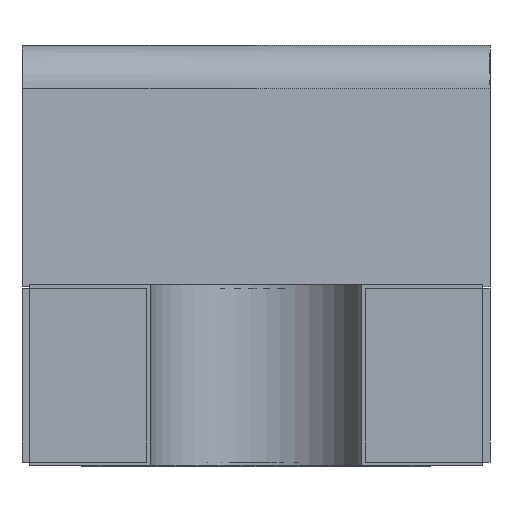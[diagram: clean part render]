
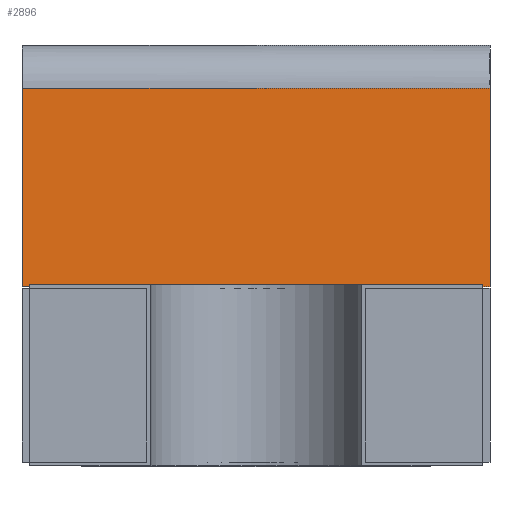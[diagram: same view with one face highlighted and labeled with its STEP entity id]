
A CAD part, front view. The second image highlights one B-rep face of the part: STEP entity #2896.
In plain terms, the highlighted planar face has unit normal (0, -0.999, 0.052).
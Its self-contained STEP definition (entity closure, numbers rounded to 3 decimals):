
#2793 = VERTEX_POINT('',#2794);
#2794 = CARTESIAN_POINT('',(0.394,-0.546,0.295));
#2802 = PLANE('',#2803);
#2803 = AXIS2_PLACEMENT_3D('',#2804,#2805,#2806);
#2804 = CARTESIAN_POINT('',(-0.402,-0.557,0.295));
#2805 = DIRECTION('',(0.,0.,-1.));
#2806 = DIRECTION('',(-1.,0.,-0.));
#2813 = PLANE('',#2814);
#2814 = AXIS2_PLACEMENT_3D('',#2815,#2816,#2817);
#2815 = CARTESIAN_POINT('',(0.394,-0.568,0.287));
#2816 = DIRECTION('',(1.,0.,0.));
#2817 = DIRECTION('',(-0.,0.,1.));
#2824 = EDGE_CURVE('',#2825,#2793,#2827,.T.);
#2825 = VERTEX_POINT('',#2826);
#2826 = CARTESIAN_POINT('',(-0.394,-0.546,0.295));
#2827 = SURFACE_CURVE('',#2828,(#2831,#2837),.PCURVE_S1.);
#2828 = B_SPLINE_CURVE_WITH_KNOTS('',1,(#2829,#2830),.UNSPECIFIED.,.F.,
  .F.,(2,2),(4.,5.),.PIECEWISE_BEZIER_KNOTS.);
#2829 = CARTESIAN_POINT('',(-0.394,-0.546,0.295));
#2830 = CARTESIAN_POINT('',(0.394,-0.546,0.295));
#2831 = PCURVE('',#2802,#2832);
#2832 = DEFINITIONAL_REPRESENTATION('',(#2833),#2836);
#2833 = B_SPLINE_CURVE_WITH_KNOTS('',1,(#2834,#2835),.UNSPECIFIED.,.F.,
  .F.,(2,2),(4.,5.),.PIECEWISE_BEZIER_KNOTS.);
#2834 = CARTESIAN_POINT('',(-0.008,0.011));
#2835 = CARTESIAN_POINT('',(-0.795,0.011));
#2836 = ( GEOMETRIC_REPRESENTATION_CONTEXT(2) 
PARAMETRIC_REPRESENTATION_CONTEXT() REPRESENTATION_CONTEXT('2D SPACE',''
  ) );
#2837 = PCURVE('',#2838,#2843);
#2838 = PLANE('',#2839);
#2839 = AXIS2_PLACEMENT_3D('',#2840,#2841,#2842);
#2840 = CARTESIAN_POINT('',(-0.409,-0.546,0.288));
#2841 = DIRECTION('',(0.,-0.999,
    0.052));
#2842 = DIRECTION('',(0.,-0.052,-0.999));
#2843 = DEFINITIONAL_REPRESENTATION('',(#2844),#2847);
#2844 = B_SPLINE_CURVE_WITH_KNOTS('',1,(#2845,#2846),.UNSPECIFIED.,.F.,
  .F.,(2,2),(4.,5.),.PIECEWISE_BEZIER_KNOTS.);
#2845 = CARTESIAN_POINT('',(-0.007,0.016));
#2846 = CARTESIAN_POINT('',(-0.007,0.803));
#2847 = ( GEOMETRIC_REPRESENTATION_CONTEXT(2) 
PARAMETRIC_REPRESENTATION_CONTEXT() REPRESENTATION_CONTEXT('2D SPACE',''
  ) );
#2863 = PLANE('',#2864);
#2864 = AXIS2_PLACEMENT_3D('',#2865,#2866,#2867);
#2865 = CARTESIAN_POINT('',(-0.394,0.568,0.287));
#2866 = DIRECTION('',(-1.,0.,0.));
#2867 = DIRECTION('',(0.,0.,-1.));
#2896 = ADVANCED_FACE('',(#2897),#2838,.T.);
#2897 = FACE_BOUND('',#2898,.T.);
#2898 = EDGE_LOOP('',(#2899,#2919,#2920,#2940));
#2899 = ORIENTED_EDGE('',*,*,#2900,.F.);
#2900 = EDGE_CURVE('',#2825,#2901,#2903,.T.);
#2901 = VERTEX_POINT('',#2902);
#2902 = CARTESIAN_POINT('',(-0.394,-0.528,0.629));
#2903 = SURFACE_CURVE('',#2904,(#2907,#2913),.PCURVE_S1.);
#2904 = B_SPLINE_CURVE_WITH_KNOTS('',1,(#2905,#2906),.UNSPECIFIED.,.F.,
  .F.,(2,2),(0.,1.),.PIECEWISE_BEZIER_KNOTS.);
#2905 = CARTESIAN_POINT('',(-0.394,-0.546,0.295));
#2906 = CARTESIAN_POINT('',(-0.394,-0.528,0.629));
#2907 = PCURVE('',#2838,#2908);
#2908 = DEFINITIONAL_REPRESENTATION('',(#2909),#2912);
#2909 = B_SPLINE_CURVE_WITH_KNOTS('',1,(#2910,#2911),.UNSPECIFIED.,.F.,
  .F.,(2,2),(0.,1.),.PIECEWISE_BEZIER_KNOTS.);
#2910 = CARTESIAN_POINT('',(-0.007,0.016));
#2911 = CARTESIAN_POINT('',(-0.341,0.016));
#2912 = ( GEOMETRIC_REPRESENTATION_CONTEXT(2) 
PARAMETRIC_REPRESENTATION_CONTEXT() REPRESENTATION_CONTEXT('2D SPACE',''
  ) );
#2913 = PCURVE('',#2863,#2914);
#2914 = DEFINITIONAL_REPRESENTATION('',(#2915),#2918);
#2915 = B_SPLINE_CURVE_WITH_KNOTS('',1,(#2916,#2917),.UNSPECIFIED.,.F.,
  .F.,(2,2),(0.,1.),.PIECEWISE_BEZIER_KNOTS.);
#2916 = CARTESIAN_POINT('',(-0.008,1.114));
#2917 = CARTESIAN_POINT('',(-0.342,1.096));
#2918 = ( GEOMETRIC_REPRESENTATION_CONTEXT(2) 
PARAMETRIC_REPRESENTATION_CONTEXT() REPRESENTATION_CONTEXT('2D SPACE',''
  ) );
#2919 = ORIENTED_EDGE('',*,*,#2824,.T.);
#2920 = ORIENTED_EDGE('',*,*,#2921,.T.);
#2921 = EDGE_CURVE('',#2793,#2922,#2924,.T.);
#2922 = VERTEX_POINT('',#2923);
#2923 = CARTESIAN_POINT('',(0.394,-0.528,0.629));
#2924 = SURFACE_CURVE('',#2925,(#2928,#2934),.PCURVE_S1.);
#2925 = B_SPLINE_CURVE_WITH_KNOTS('',1,(#2926,#2927),.UNSPECIFIED.,.F.,
  .F.,(2,2),(0.,1.),.PIECEWISE_BEZIER_KNOTS.);
#2926 = CARTESIAN_POINT('',(0.394,-0.546,0.295));
#2927 = CARTESIAN_POINT('',(0.394,-0.528,0.629));
#2928 = PCURVE('',#2838,#2929);
#2929 = DEFINITIONAL_REPRESENTATION('',(#2930),#2933);
#2930 = B_SPLINE_CURVE_WITH_KNOTS('',1,(#2931,#2932),.UNSPECIFIED.,.F.,
  .F.,(2,2),(0.,1.),.PIECEWISE_BEZIER_KNOTS.);
#2931 = CARTESIAN_POINT('',(-0.007,0.803));
#2932 = CARTESIAN_POINT('',(-0.341,0.803));
#2933 = ( GEOMETRIC_REPRESENTATION_CONTEXT(2) 
PARAMETRIC_REPRESENTATION_CONTEXT() REPRESENTATION_CONTEXT('2D SPACE',''
  ) );
#2934 = PCURVE('',#2813,#2935);
#2935 = DEFINITIONAL_REPRESENTATION('',(#2936),#2939);
#2936 = B_SPLINE_CURVE_WITH_KNOTS('',1,(#2937,#2938),.UNSPECIFIED.,.F.,
  .F.,(2,2),(0.,1.),.PIECEWISE_BEZIER_KNOTS.);
#2937 = CARTESIAN_POINT('',(0.008,-0.022));
#2938 = CARTESIAN_POINT('',(0.342,-0.039));
#2939 = ( GEOMETRIC_REPRESENTATION_CONTEXT(2) 
PARAMETRIC_REPRESENTATION_CONTEXT() REPRESENTATION_CONTEXT('2D SPACE',''
  ) );
#2940 = ORIENTED_EDGE('',*,*,#2941,.F.);
#2941 = EDGE_CURVE('',#2901,#2922,#2942,.T.);
#2942 = SURFACE_CURVE('',#2943,(#2946,#2952),.PCURVE_S1.);
#2943 = B_SPLINE_CURVE_WITH_KNOTS('',1,(#2944,#2945),.UNSPECIFIED.,.F.,
  .F.,(2,2),(0.,1.),.PIECEWISE_BEZIER_KNOTS.);
#2944 = CARTESIAN_POINT('',(-0.394,-0.528,0.629));
#2945 = CARTESIAN_POINT('',(0.394,-0.528,0.629));
#2946 = PCURVE('',#2838,#2947);
#2947 = DEFINITIONAL_REPRESENTATION('',(#2948),#2951);
#2948 = B_SPLINE_CURVE_WITH_KNOTS('',1,(#2949,#2950),.UNSPECIFIED.,.F.,
  .F.,(2,2),(0.,1.),.PIECEWISE_BEZIER_KNOTS.);
#2949 = CARTESIAN_POINT('',(-0.341,0.016));
#2950 = CARTESIAN_POINT('',(-0.341,0.803));
#2951 = ( GEOMETRIC_REPRESENTATION_CONTEXT(2) 
PARAMETRIC_REPRESENTATION_CONTEXT() REPRESENTATION_CONTEXT('2D SPACE',''
  ) );
#2952 = PCURVE('',#2953,#2964);
#2953 = ( BOUNDED_SURFACE() B_SPLINE_SURFACE(2,1,(
    (#2954,#2955)
    ,(#2956,#2957)
    ,(#2958,#2959)
    ,(#2960,#2961)
    ,(#2962,#2963
)),.UNSPECIFIED.,.F.,.F.,.F.) B_SPLINE_SURFACE_WITH_KNOTS((3,2,3),(2,2),
  (-0.038,0.759,1.557),(0.,1.),
.UNSPECIFIED.) GEOMETRIC_REPRESENTATION_ITEM() RATIONAL_B_SPLINE_SURFACE
((
    (1.,1.)
    ,(0.922,0.922)
    ,(1.,1.)
    ,(0.922,0.922)
,(1.,1.))) REPRESENTATION_ITEM('') SURFACE() );
#2954 = CARTESIAN_POINT('',(-0.409,-0.449,0.701));
#2955 = CARTESIAN_POINT('',(0.409,-0.449,0.701));
#2956 = CARTESIAN_POINT('',(-0.409,-0.482,0.702));
#2957 = CARTESIAN_POINT('',(0.409,-0.482,0.702));
#2958 = CARTESIAN_POINT('',(-0.409,-0.505,0.68));
#2959 = CARTESIAN_POINT('',(0.409,-0.505,0.68));
#2960 = CARTESIAN_POINT('',(-0.409,-0.528,0.658));
#2961 = CARTESIAN_POINT('',(0.409,-0.528,0.658));
#2962 = CARTESIAN_POINT('',(-0.409,-0.529,0.626));
#2963 = CARTESIAN_POINT('',(0.409,-0.529,0.626));
#2964 = DEFINITIONAL_REPRESENTATION('',(#2965),#2991);
#2965 = B_SPLINE_CURVE_WITH_KNOTS('',3,(#2966,#2967,#2968,#2969,#2970,
    #2971,#2972,#2973,#2974,#2975,#2976,#2977,#2978,#2979,#2980,#2981,
    #2982,#2983,#2984,#2985,#2986,#2987,#2988,#2989,#2990),
  .UNSPECIFIED.,.F.,.F.,(4,1,1,1,1,1,1,1,1,1,1,1,1,1,1,1,1,1,1,1,1,1,4),
  (0.,0.045,0.091,0.136,
    0.182,0.227,0.273,0.318,
    0.364,0.409,0.455,0.5,0.545,
    0.591,0.636,0.682,0.727,
    0.773,0.818,0.864,0.909,
    0.955,1.),.QUASI_UNIFORM_KNOTS.);
#2966 = CARTESIAN_POINT('',(1.518,0.019));
#2967 = CARTESIAN_POINT('',(1.518,0.034));
#2968 = CARTESIAN_POINT('',(1.518,0.063));
#2969 = CARTESIAN_POINT('',(1.518,0.107));
#2970 = CARTESIAN_POINT('',(1.518,0.15));
#2971 = CARTESIAN_POINT('',(1.518,0.194));
#2972 = CARTESIAN_POINT('',(1.518,0.238));
#2973 = CARTESIAN_POINT('',(1.518,0.281));
#2974 = CARTESIAN_POINT('',(1.518,0.325));
#2975 = CARTESIAN_POINT('',(1.518,0.369));
#2976 = CARTESIAN_POINT('',(1.518,0.413));
#2977 = CARTESIAN_POINT('',(1.518,0.456));
#2978 = CARTESIAN_POINT('',(1.518,0.5));
#2979 = CARTESIAN_POINT('',(1.518,0.544));
#2980 = CARTESIAN_POINT('',(1.518,0.587));
#2981 = CARTESIAN_POINT('',(1.518,0.631));
#2982 = CARTESIAN_POINT('',(1.518,0.675));
#2983 = CARTESIAN_POINT('',(1.518,0.719));
#2984 = CARTESIAN_POINT('',(1.518,0.762));
#2985 = CARTESIAN_POINT('',(1.518,0.806));
#2986 = CARTESIAN_POINT('',(1.518,0.85));
#2987 = CARTESIAN_POINT('',(1.518,0.893));
#2988 = CARTESIAN_POINT('',(1.518,0.937));
#2989 = CARTESIAN_POINT('',(1.518,0.966));
#2990 = CARTESIAN_POINT('',(1.518,0.981));
#2991 = ( GEOMETRIC_REPRESENTATION_CONTEXT(2) 
PARAMETRIC_REPRESENTATION_CONTEXT() REPRESENTATION_CONTEXT('2D SPACE',''
  ) );
